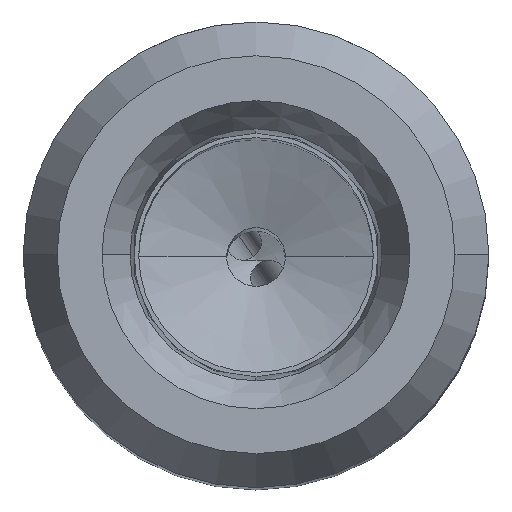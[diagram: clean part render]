
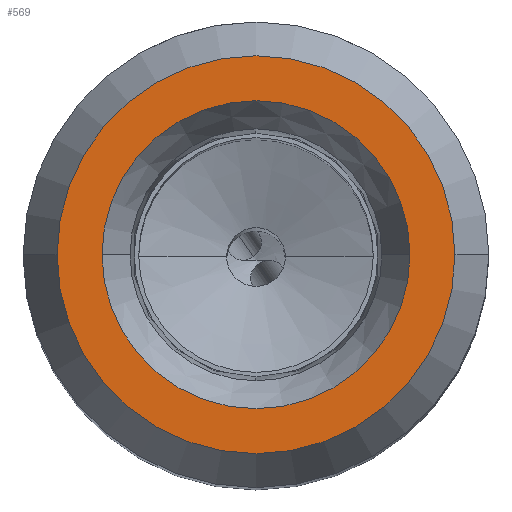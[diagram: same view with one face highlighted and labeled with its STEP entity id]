
A CAD part, top view. The second image highlights one B-rep face of the part: STEP entity #569.
In plain terms, the highlighted planar face has unit normal (0, 0, 1).
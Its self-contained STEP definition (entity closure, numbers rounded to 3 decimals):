
#160=FACE_BOUND('',#973,.T.);
#161=FACE_BOUND('',#974,.T.);
#197=PLANE('',#3864);
#569=ADVANCED_FACE('',(#160,#161),#197,.T.);
#973=EDGE_LOOP('',(#1561,#1562));
#974=EDGE_LOOP('',(#1563,#1564));
#1144=CIRCLE('',#3858,5.25);
#1145=CIRCLE('',#3860,5.25);
#1146=CIRCLE('',#3862,6.783);
#1147=CIRCLE('',#3863,6.783);
#1561=ORIENTED_EDGE('',*,*,#2982,.T.);
#1562=ORIENTED_EDGE('',*,*,#2983,.T.);
#1563=ORIENTED_EDGE('',*,*,#2984,.T.);
#1564=ORIENTED_EDGE('',*,*,#2985,.T.);
#2529=VERTEX_POINT('',#7137);
#2530=VERTEX_POINT('',#7139);
#2531=VERTEX_POINT('',#7145);
#2532=VERTEX_POINT('',#7146);
#2982=EDGE_CURVE('',#2529,#2530,#1144,.T.);
#2983=EDGE_CURVE('',#2530,#2529,#1145,.T.);
#2984=EDGE_CURVE('',#2531,#2532,#1146,.T.);
#2985=EDGE_CURVE('',#2532,#2531,#1147,.T.);
#3858=AXIS2_PLACEMENT_3D('',#7140,#4347,#4348);
#3860=AXIS2_PLACEMENT_3D('',#7142,#4351,#4352);
#3862=AXIS2_PLACEMENT_3D('',#7144,#4355,#4356);
#3863=AXIS2_PLACEMENT_3D('',#7147,#4357,#4358);
#3864=AXIS2_PLACEMENT_3D('',#7148,#4359,#4360);
#4347=DIRECTION('',(0.,0.,-1.));
#4348=DIRECTION('',(-1.,0.,0.));
#4351=DIRECTION('',(0.,0.,-1.));
#4352=DIRECTION('',(1.,0.,0.));
#4355=DIRECTION('',(0.,0.,1.));
#4356=DIRECTION('',(-1.,0.,0.));
#4357=DIRECTION('',(0.,0.,1.));
#4358=DIRECTION('',(1.,0.,0.));
#4359=DIRECTION('',(0.,0.,1.));
#4360=DIRECTION('',(-1.,0.,0.));
#7137=CARTESIAN_POINT('',(-5.25,0.,24.5));
#7139=CARTESIAN_POINT('',(5.25,0.,24.5));
#7140=CARTESIAN_POINT('',(0.,0.,24.5));
#7142=CARTESIAN_POINT('',(0.,0.,24.5));
#7144=CARTESIAN_POINT('',(0.,0.,24.5));
#7145=CARTESIAN_POINT('',(-6.783,0.,24.5));
#7146=CARTESIAN_POINT('',(6.783,0.,24.5));
#7147=CARTESIAN_POINT('',(0.,0.,24.5));
#7148=CARTESIAN_POINT('',(0.,0.,24.5));
